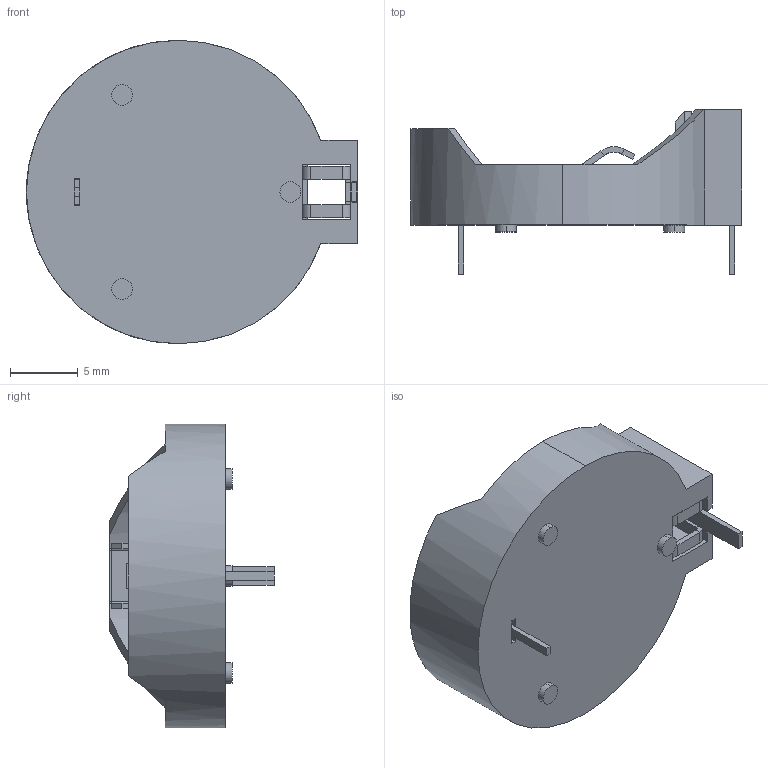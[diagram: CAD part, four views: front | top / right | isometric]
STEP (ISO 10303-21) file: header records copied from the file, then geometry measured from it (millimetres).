
FILE_DESCRIPTION (( 'STEP AP214' ), '1' );
FILE_NAME ('BS-7-RED.STEP', '2020-02-11T12:33:52', ( '' ), ( '' ), 'SwSTEP 2.0', 'SolidWorks 2017', '' );
FILE_SCHEMA (( 'AUTOMOTIVE_DESIGN' ));
Length unit declared in the file: inch
Products named in the file (1): BS-7-RED
Bounding box: 24.38 x 12.09 x 22.35 mm (x, y, z)
Volume: 1093.7 mm3; surface area: 1866.3 mm2
Topology: 3 solids, 3 shells, 208 faces, 504 edges, 304 vertices
Faces by surface type: plane 167, cylinder 41
Entity records: 5988 total; most frequent: CARTESIAN_POINT 1041, ORIENTED_EDGE 1008, DIRECTION 1004, EDGE_CURVE 504, VECTOR 406, LINE 406, VERTEX_POINT 304, AXIS2_PLACEMENT_3D 299
